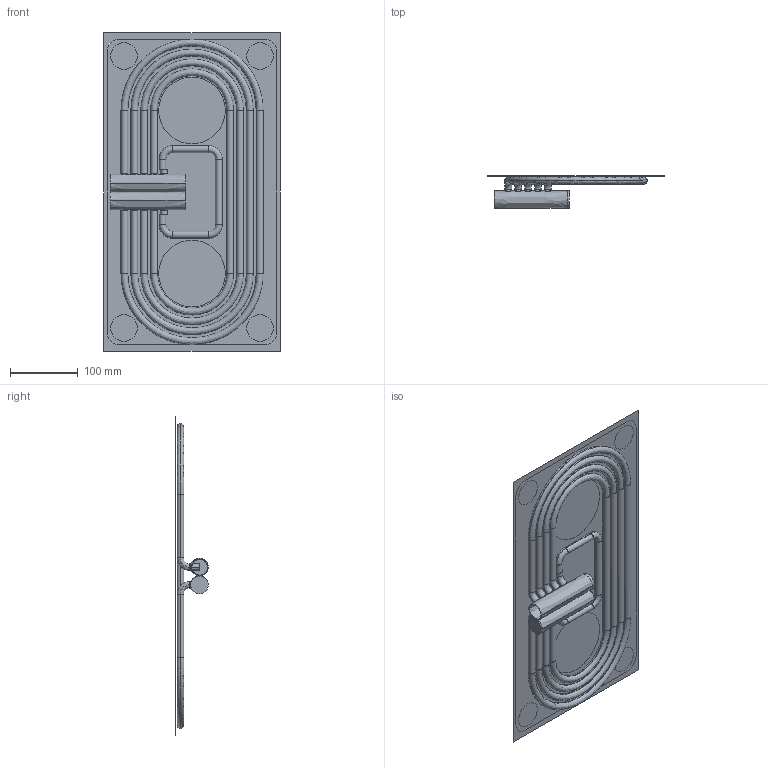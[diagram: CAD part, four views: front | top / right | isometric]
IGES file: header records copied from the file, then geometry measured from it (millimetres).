
Start section:  PTC IGES file: mice19-007c.igs
Global section: file name: mice19-007c.igs; native system: Pro/ENGINEER by Parametric Technology Corporation; preprocessor: 2004110; author: liuxiaokun; organization: Unknown; date: 080428.080959; units: millimetre
Bounding box: 260 x 48 x 468 mm (x, y, z)
Volume: 142930.5 mm3; surface area: 588159 mm2
Topology: 1 solids, 6 shells, 298 faces, 676 edges, 408 vertices
Faces by surface type: revolution 272, bspline 26
